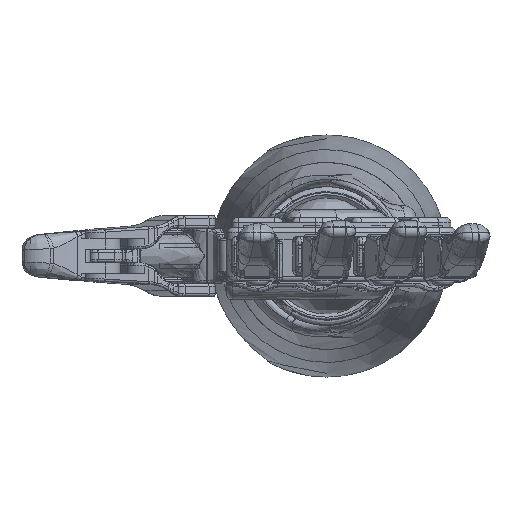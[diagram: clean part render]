
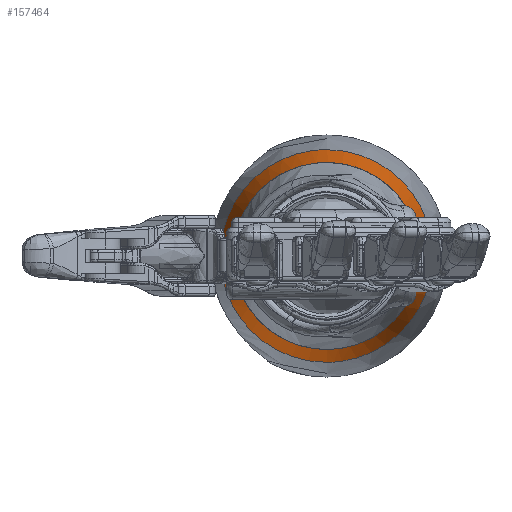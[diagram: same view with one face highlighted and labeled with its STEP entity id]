
A CAD part, front view. The second image highlights one B-rep face of the part: STEP entity #157464.
In plain terms, the highlighted free-form (B-spline) face has degree [2, 1] with [9, 2] control points.
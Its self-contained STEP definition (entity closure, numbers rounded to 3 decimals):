
#155187 = EDGE_CURVE('',#155188,#155190,#155192,.T.);
#155188 = VERTEX_POINT('',#155189);
#155189 = CARTESIAN_POINT('',(47.847,193.258,
    -4.872));
#155190 = VERTEX_POINT('',#155191);
#155191 = CARTESIAN_POINT('',(18.427,193.258,
    -27.897));
#155192 = ( BOUNDED_CURVE() B_SPLINE_CURVE(2,(#155193,#155194,#155195),
.UNSPECIFIED.,.F.,.F.) B_SPLINE_CURVE_WITH_KNOTS((3,3),(0.243,
1.571),.PIECEWISE_BEZIER_KNOTS.) CURVE() 
GEOMETRIC_REPRESENTATION_ITEM() RATIONAL_B_SPLINE_CURVE((1.,
0.787,1.)) REPRESENTATION_ITEM('') );
#155193 = CARTESIAN_POINT('',(47.847,193.258,
    -4.872));
#155194 = CARTESIAN_POINT('',(42.148,193.258,
    -27.897));
#155195 = CARTESIAN_POINT('',(18.427,193.258,
    -27.897));
#155198 = VERTEX_POINT('',#155199);
#155199 = CARTESIAN_POINT('',(48.576,193.258,
    -0.691));
#155222 = EDGE_CURVE('',#155223,#155198,#155225,.T.);
#155223 = VERTEX_POINT('',#155224);
#155224 = CARTESIAN_POINT('',(48.576,193.258,
    5.512));
#155225 = ( BOUNDED_CURVE() B_SPLINE_CURVE(2,(#155226,#155227,#155228),
.UNSPECIFIED.,.F.,.F.) B_SPLINE_CURVE_WITH_KNOTS((3,3),(6.181,
6.386),.PIECEWISE_BEZIER_KNOTS.) CURVE() 
GEOMETRIC_REPRESENTATION_ITEM() RATIONAL_B_SPLINE_CURVE((1.,
0.995,1.)) REPRESENTATION_ITEM('') );
#155226 = CARTESIAN_POINT('',(48.576,193.258,
    5.512));
#155227 = CARTESIAN_POINT('',(48.895,193.258,
    2.411));
#155228 = CARTESIAN_POINT('',(48.576,193.258,
    -0.691));
#155231 = VERTEX_POINT('',#155232);
#155232 = CARTESIAN_POINT('',(47.847,193.258,
    9.693));
#155255 = EDGE_CURVE('',#155190,#155231,#155256,.T.);
#155256 = ( BOUNDED_CURVE() B_SPLINE_CURVE(2,(#155257,#155258,#155259,
#155260,#155261),.UNSPECIFIED.,.F.,.F.) B_SPLINE_CURVE_WITH_KNOTS((3,2,3
    ),(1.571,3.806,6.041),
.PIECEWISE_BEZIER_KNOTS.) CURVE() GEOMETRIC_REPRESENTATION_ITEM() 
RATIONAL_B_SPLINE_CURVE((1.,0.438,1.,0.438,1.)) 
REPRESENTATION_ITEM('') );
#155257 = CARTESIAN_POINT('',(18.427,193.258,
    -27.897));
#155258 = CARTESIAN_POINT('',(-43.779,193.258,
    -27.897));
#155259 = CARTESIAN_POINT('',(-5.44,193.258,
    21.09));
#155260 = CARTESIAN_POINT('',(32.899,193.258,
    70.077));
#155261 = CARTESIAN_POINT('',(47.847,193.258,
    9.693));
#155286 = EDGE_CURVE('',#155188,#155198,#155287,.T.);
#155287 = B_SPLINE_CURVE_WITH_KNOTS('',3,(#155288,#155289,#155290,
    #155291),.UNSPECIFIED.,.F.,.F.,(4,4),(39.655,
    41.579),.PIECEWISE_BEZIER_KNOTS.);
#155288 = CARTESIAN_POINT('',(47.847,193.258,
    -4.872));
#155289 = CARTESIAN_POINT('',(48.274,193.832,
    -3.532));
#155290 = CARTESIAN_POINT('',(48.534,193.901,
    -2.11));
#155291 = CARTESIAN_POINT('',(48.576,193.258,
    -0.691));
#155901 = VERTEX_POINT('',#155902);
#155902 = CARTESIAN_POINT('',(18.427,219.061,
    36.876));
#155908 = EDGE_CURVE('',#155909,#155901,#155911,.T.);
#155909 = VERTEX_POINT('',#155910);
#155910 = CARTESIAN_POINT('',(18.427,219.061,
    -32.054));
#155911 = ( BOUNDED_CURVE() B_SPLINE_CURVE(2,(#155912,#155913,#155914,
#155915,#155916),.UNSPECIFIED.,.F.,.F.) B_SPLINE_CURVE_WITH_KNOTS((3,2,3
    ),(3.142,4.712,6.283),
.PIECEWISE_BEZIER_KNOTS.) CURVE() GEOMETRIC_REPRESENTATION_ITEM() 
RATIONAL_B_SPLINE_CURVE((1.,0.707,1.,0.707,1.)) 
REPRESENTATION_ITEM('') );
#155912 = CARTESIAN_POINT('',(18.427,219.061,
    -32.054));
#155913 = CARTESIAN_POINT('',(-16.038,219.061,
    -32.054));
#155914 = CARTESIAN_POINT('',(-16.038,219.061,
    2.411));
#155915 = CARTESIAN_POINT('',(-16.038,219.061,
    36.876));
#155916 = CARTESIAN_POINT('',(18.427,219.061,
    36.876));
#155918 = EDGE_CURVE('',#155901,#155909,#155919,.T.);
#155919 = ( BOUNDED_CURVE() B_SPLINE_CURVE(2,(#155920,#155921,#155922,
#155923,#155924),.UNSPECIFIED.,.F.,.F.) B_SPLINE_CURVE_WITH_KNOTS((3,2,3
),(0.,1.571,3.142),.PIECEWISE_BEZIER_KNOTS.) CURVE() 
GEOMETRIC_REPRESENTATION_ITEM() RATIONAL_B_SPLINE_CURVE((1.,
0.707,1.,0.707,1.)) REPRESENTATION_ITEM('') );
#155920 = CARTESIAN_POINT('',(18.427,219.061,
    36.876));
#155921 = CARTESIAN_POINT('',(52.892,219.061,
    36.876));
#155922 = CARTESIAN_POINT('',(52.892,219.061,
    2.411));
#155923 = CARTESIAN_POINT('',(52.892,219.061,
    -32.054));
#155924 = CARTESIAN_POINT('',(18.427,219.061,
    -32.054));
#157464 = ADVANCED_FACE('',(#157465),#157486,.T.);
#157465 = FACE_BOUND('',#157466,.T.);
#157466 = EDGE_LOOP('',(#157467,#157468,#157473,#157474,#157481,#157482,
    #157483,#157484,#157485));
#157467 = ORIENTED_EDGE('',*,*,#155908,.F.);
#157468 = ORIENTED_EDGE('',*,*,#157469,.T.);
#157469 = EDGE_CURVE('',#155909,#155190,#157470,.T.);
#157470 = B_SPLINE_CURVE_WITH_KNOTS('',1,(#157471,#157472),
  .UNSPECIFIED.,.F.,.F.,(2,2),(-25.422,6.561),
  .PIECEWISE_BEZIER_KNOTS.);
#157471 = CARTESIAN_POINT('',(18.427,219.061,
    -32.054));
#157472 = CARTESIAN_POINT('',(18.427,193.258,
    -27.897));
#157473 = ORIENTED_EDGE('',*,*,#155255,.T.);
#157474 = ORIENTED_EDGE('',*,*,#157475,.F.);
#157475 = EDGE_CURVE('',#155223,#155231,#157476,.T.);
#157476 = B_SPLINE_CURVE_WITH_KNOTS('',3,(#157477,#157478,#157479,
    #157480),.UNSPECIFIED.,.F.,.F.,(4,4),(0.296,2.22)
  ,.PIECEWISE_BEZIER_KNOTS.);
#157477 = CARTESIAN_POINT('',(48.576,193.258,
    5.512));
#157478 = CARTESIAN_POINT('',(48.534,193.901,
    6.931));
#157479 = CARTESIAN_POINT('',(48.274,193.832,
    8.354));
#157480 = CARTESIAN_POINT('',(47.847,193.258,
    9.693));
#157481 = ORIENTED_EDGE('',*,*,#155222,.T.);
#157482 = ORIENTED_EDGE('',*,*,#155286,.F.);
#157483 = ORIENTED_EDGE('',*,*,#155187,.T.);
#157484 = ORIENTED_EDGE('',*,*,#157469,.F.);
#157485 = ORIENTED_EDGE('',*,*,#155918,.F.);
#157486 = ( BOUNDED_SURFACE() B_SPLINE_SURFACE(2,1,(
    (#157487,#157488)
    ,(#157489,#157490)
    ,(#157491,#157492)
    ,(#157493,#157494)
    ,(#157495,#157496)
    ,(#157497,#157498)
    ,(#157499,#157500)
    ,(#157501,#157502)
    ,(#157503,#157504
)),.UNSPECIFIED.,.T.,.F.,.F.) B_SPLINE_SURFACE_WITH_KNOTS((3,2,2,2,3),(2
    ,2),(-3.142,-2.094,0.,2.094,3.142)
  ,(-6.561,25.422),.UNSPECIFIED.) 
GEOMETRIC_REPRESENTATION_ITEM() RATIONAL_B_SPLINE_SURFACE((
    (0.75,0.75)
    ,(0.75,0.75)
    ,(1.,1.)
    ,(0.5,0.5)
    ,(1.,1.)
    ,(0.5,0.5)
    ,(1.,1.)
    ,(0.75,0.75)
,(0.75,0.75))) REPRESENTATION_ITEM('') SURFACE() );
#157487 = CARTESIAN_POINT('',(18.427,193.258,
    -27.897));
#157488 = CARTESIAN_POINT('',(18.427,219.061,
    -32.054));
#157489 = CARTESIAN_POINT('',(0.929,193.258,
    -27.897));
#157490 = CARTESIAN_POINT('',(-1.471,219.061,
    -32.054));
#157491 = CARTESIAN_POINT('',(-7.82,193.258,
    -12.743));
#157492 = CARTESIAN_POINT('',(-11.42,219.061,
    -14.822));
#157493 = CARTESIAN_POINT('',(-34.067,193.258,
    32.719));
#157494 = CARTESIAN_POINT('',(-41.268,219.061,
    36.876));
#157495 = CARTESIAN_POINT('',(18.427,193.258,
    32.719));
#157496 = CARTESIAN_POINT('',(18.427,219.061,
    36.876));
#157497 = CARTESIAN_POINT('',(70.922,193.258,
    32.719));
#157498 = CARTESIAN_POINT('',(78.123,219.061,
    36.876));
#157499 = CARTESIAN_POINT('',(44.675,193.258,
    -12.743));
#157500 = CARTESIAN_POINT('',(48.275,219.061,
    -14.822));
#157501 = CARTESIAN_POINT('',(35.926,193.258,
    -27.897));
#157502 = CARTESIAN_POINT('',(38.326,219.061,
    -32.054));
#157503 = CARTESIAN_POINT('',(18.427,193.258,
    -27.897));
#157504 = CARTESIAN_POINT('',(18.427,219.061,
    -32.054));
